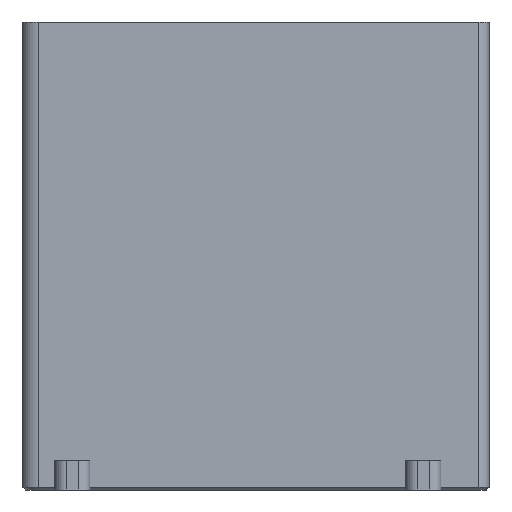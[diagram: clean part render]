
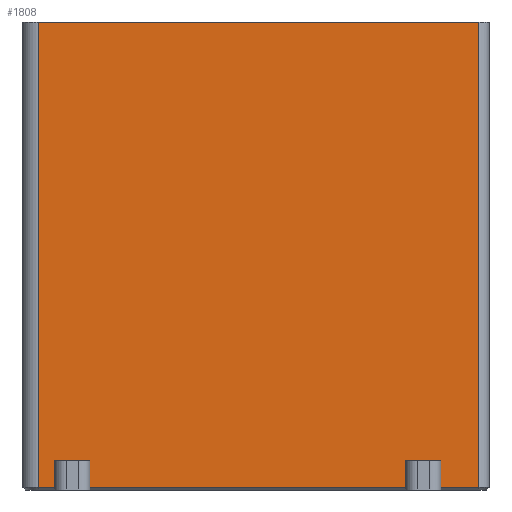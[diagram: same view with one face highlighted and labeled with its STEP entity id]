
A CAD part, left-side view. The second image highlights one B-rep face of the part: STEP entity #1808.
In plain terms, the highlighted planar face has unit normal (-1, 0, 0).
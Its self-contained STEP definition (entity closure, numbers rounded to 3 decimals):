
#66=PLANE('',#1945);
#151=FACE_OUTER_BOUND('',#254,.T.);
#254=EDGE_LOOP('',(#1438,#1439,#1440,#1441));
#404=LINE('',#2757,#616);
#414=LINE('',#2797,#626);
#415=LINE('',#2801,#627);
#416=LINE('',#2802,#628);
#616=VECTOR('',#2208,10.);
#626=VECTOR('',#2252,3.);
#627=VECTOR('',#2257,10.);
#628=VECTOR('',#2258,10.);
#852=VERTEX_POINT('',#2755);
#853=VERTEX_POINT('',#2756);
#862=VERTEX_POINT('',#2796);
#863=VERTEX_POINT('',#2800);
#1051=EDGE_CURVE('',#852,#853,#404,.T.);
#1071=EDGE_CURVE('',#853,#862,#414,.T.);
#1073=EDGE_CURVE('',#852,#863,#415,.T.);
#1074=EDGE_CURVE('',#862,#863,#416,.T.);
#1438=ORIENTED_EDGE('',*,*,#1051,.F.);
#1439=ORIENTED_EDGE('',*,*,#1073,.T.);
#1440=ORIENTED_EDGE('',*,*,#1074,.F.);
#1441=ORIENTED_EDGE('',*,*,#1071,.F.);
#1808=ADVANCED_FACE('',(#151),#66,.T.);
#1945=AXIS2_PLACEMENT_3D('',#2799,#2255,#2256);
#2208=DIRECTION('',(0.,1.,0.));
#2252=DIRECTION('',(0.,0.,1.));
#2255=DIRECTION('center_axis',(-1.,0.,0.));
#2256=DIRECTION('ref_axis',(0.,-1.,0.));
#2257=DIRECTION('',(0.,0.,1.));
#2258=DIRECTION('',(0.,-1.,0.));
#2755=CARTESIAN_POINT('',(-1.8,0.,0.5));
#2756=CARTESIAN_POINT('',(-1.8,75.25,0.5));
#2757=CARTESIAN_POINT('',(-1.8,58.05,0.5));
#2796=CARTESIAN_POINT('',(-1.8,75.25,80.));
#2797=CARTESIAN_POINT('',(-1.8,75.25,0.));
#2799=CARTESIAN_POINT('Origin',(-1.8,78.,0.));
#2800=CARTESIAN_POINT('',(-1.8,0.,80.));
#2801=CARTESIAN_POINT('',(-1.8,0.,0.));
#2802=CARTESIAN_POINT('',(-1.8,76.2,80.));
